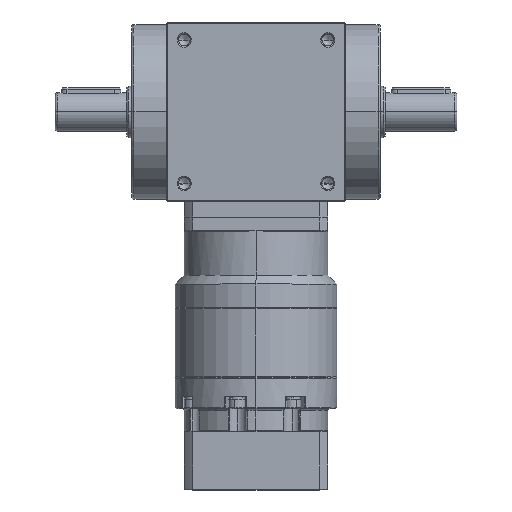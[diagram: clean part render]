
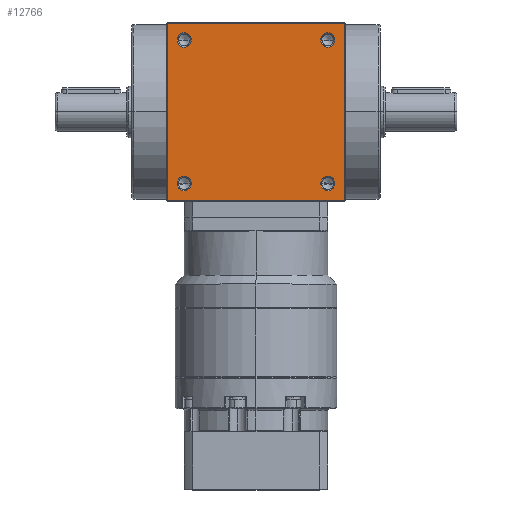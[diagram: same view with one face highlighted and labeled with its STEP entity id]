
A CAD part, top view. The second image highlights one B-rep face of the part: STEP entity #12766.
In plain terms, the highlighted planar face has unit normal (0, 0, 1).
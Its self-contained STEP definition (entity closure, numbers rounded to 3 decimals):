
#496 = VERTEX_POINT ( 'NONE', #19329 ) ;
#622 = CARTESIAN_POINT ( 'NONE',  ( -37., 0., 37.5 ) ) ;
#806 = DIRECTION ( 'NONE',  ( 0., 0., -1. ) ) ;
#876 = VERTEX_POINT ( 'NONE', #13206 ) ;
#886 = EDGE_LOOP ( 'NONE', ( #28357, #14583, #3386, #26429 ) ) ;
#1061 = ORIENTED_EDGE ( 'NONE', *, *, #20173, .T. ) ;
#1368 = DIRECTION ( 'NONE',  ( -1., 0., 0. ) ) ;
#1401 = DIRECTION ( 'NONE',  ( 0., 0., -1. ) ) ;
#1587 = EDGE_CURVE ( 'NONE', #18102, #14386, #8491, .T. ) ;
#2611 = CARTESIAN_POINT ( 'NONE',  ( -30., -30., 37.5 ) ) ;
#2795 = ORIENTED_EDGE ( 'NONE', *, *, #1587, .T. ) ;
#2839 = EDGE_CURVE ( 'NONE', #18809, #496, #8683, .T. ) ;
#3386 = ORIENTED_EDGE ( 'NONE', *, *, #2839, .T. ) ;
#3421 = LINE ( 'NONE', #622, #26439 ) ;
#3587 = DIRECTION ( 'NONE',  ( -1., 0., 0. ) ) ;
#3616 = EDGE_CURVE ( 'NONE', #496, #4541, #25407, .T. ) ;
#3722 = ORIENTED_EDGE ( 'NONE', *, *, #29343, .T. ) ;
#3765 = ORIENTED_EDGE ( 'NONE', *, *, #24194, .T. ) ;
#3785 = ORIENTED_EDGE ( 'NONE', *, *, #27206, .T. ) ;
#3915 = AXIS2_PLACEMENT_3D ( 'NONE', #20246, #11010, #3587 ) ;
#3982 = CIRCLE ( 'NONE', #26090, 3. ) ;
#4094 = CARTESIAN_POINT ( 'NONE',  ( 33., 30., 37.5 ) ) ;
#4423 = DIRECTION ( 'NONE',  ( 0., 0., -1. ) ) ;
#4541 = VERTEX_POINT ( 'NONE', #15683 ) ;
#4898 = VERTEX_POINT ( 'NONE', #22875 ) ;
#5780 = DIRECTION ( 'NONE',  ( 0., -1., 0. ) ) ;
#6107 = CARTESIAN_POINT ( 'NONE',  ( 30., -30., 37.5 ) ) ;
#7715 = DIRECTION ( 'NONE',  ( -1., 0., 0. ) ) ;
#8491 = CIRCLE ( 'NONE', #17043, 3. ) ;
#8639 = AXIS2_PLACEMENT_3D ( 'NONE', #20834, #16288, #30731 ) ;
#8683 = LINE ( 'NONE', #20139, #30108 ) ;
#8831 = DIRECTION ( 'NONE',  ( 0., 1., 0. ) ) ;
#9635 = DIRECTION ( 'NONE',  ( -1., 0., 0. ) ) ;
#9657 = ORIENTED_EDGE ( 'NONE', *, *, #16701, .T. ) ;
#10536 = DIRECTION ( 'NONE',  ( 0., 0., -1. ) ) ;
#10793 = DIRECTION ( 'NONE',  ( -1., 0., 0. ) ) ;
#10918 = CARTESIAN_POINT ( 'NONE',  ( -37., -37., 37.5 ) ) ;
#11010 = DIRECTION ( 'NONE',  ( 0., 0., -1. ) ) ;
#11374 = FACE_BOUND ( 'NONE', #20183, .T. ) ;
#11599 = CIRCLE ( 'NONE', #15604, 3. ) ;
#12145 = CIRCLE ( 'NONE', #8639, 3. ) ;
#12427 = ORIENTED_EDGE ( 'NONE', *, *, #15193, .T. ) ;
#12664 = EDGE_LOOP ( 'NONE', ( #1061, #27356 ) ) ;
#12766 = ADVANCED_FACE ( 'NONE', ( #30989, #30828, #16394, #11374, #14039 ), #25966, .F. ) ;
#13206 = CARTESIAN_POINT ( 'NONE',  ( -27., -30., 37.5 ) ) ;
#13412 = AXIS2_PLACEMENT_3D ( 'NONE', #15495, #27728, #10793 ) ;
#14039 = FACE_OUTER_BOUND ( 'NONE', #886, .T. ) ;
#14298 = VERTEX_POINT ( 'NONE', #23073 ) ;
#14353 = EDGE_CURVE ( 'NONE', #28035, #16909, #28501, .T. ) ;
#14386 = VERTEX_POINT ( 'NONE', #27331 ) ;
#14583 = ORIENTED_EDGE ( 'NONE', *, *, #20928, .T. ) ;
#15089 = DIRECTION ( 'NONE',  ( -1., 0., 0. ) ) ;
#15193 = EDGE_CURVE ( 'NONE', #876, #4898, #3982, .T. ) ;
#15495 = CARTESIAN_POINT ( 'NONE',  ( -30., 30., 37.5 ) ) ;
#15604 = AXIS2_PLACEMENT_3D ( 'NONE', #2611, #26357, #19432 ) ;
#15683 = CARTESIAN_POINT ( 'NONE',  ( -37., 37., 37.5 ) ) ;
#16288 = DIRECTION ( 'NONE',  ( 0., 0., -1. ) ) ;
#16295 = CARTESIAN_POINT ( 'NONE',  ( -27., 30., 37.5 ) ) ;
#16394 = FACE_BOUND ( 'NONE', #22993, .T. ) ;
#16701 = EDGE_CURVE ( 'NONE', #14298, #22639, #12145, .T. ) ;
#16909 = VERTEX_POINT ( 'NONE', #24277 ) ;
#17043 = AXIS2_PLACEMENT_3D ( 'NONE', #29574, #22019, #26592 ) ;
#17381 = CIRCLE ( 'NONE', #26401, 3. ) ;
#17753 = CARTESIAN_POINT ( 'NONE',  ( 27., -30., 37.5 ) ) ;
#18102 = VERTEX_POINT ( 'NONE', #16295 ) ;
#18809 = VERTEX_POINT ( 'NONE', #19688 ) ;
#18843 = DIRECTION ( 'NONE',  ( 1., 0., 0. ) ) ;
#19329 = CARTESIAN_POINT ( 'NONE',  ( 37., 37., 37.5 ) ) ;
#19432 = DIRECTION ( 'NONE',  ( -1., 0., 0. ) ) ;
#19688 = CARTESIAN_POINT ( 'NONE',  ( 37., -37., 37.5 ) ) ;
#20139 = CARTESIAN_POINT ( 'NONE',  ( 37., 0., 37.5 ) ) ;
#20173 = EDGE_CURVE ( 'NONE', #16909, #28035, #17381, .T. ) ;
#20183 = EDGE_LOOP ( 'NONE', ( #2795, #3785 ) ) ;
#20246 = CARTESIAN_POINT ( 'NONE',  ( 30., -30., 37.5 ) ) ;
#20834 = CARTESIAN_POINT ( 'NONE',  ( 30., 30., 37.5 ) ) ;
#20928 = EDGE_CURVE ( 'NONE', #28841, #18809, #21040, .T. ) ;
#21040 = LINE ( 'NONE', #30485, #30367 ) ;
#21124 = VECTOR ( 'NONE', #1368, 1000. ) ;
#22019 = DIRECTION ( 'NONE',  ( 0., 0., -1. ) ) ;
#22301 = CARTESIAN_POINT ( 'NONE',  ( 30., 30., 37.5 ) ) ;
#22639 = VERTEX_POINT ( 'NONE', #4094 ) ;
#22875 = CARTESIAN_POINT ( 'NONE',  ( -33., -30., 37.5 ) ) ;
#22993 = EDGE_LOOP ( 'NONE', ( #3765, #9657 ) ) ;
#23073 = CARTESIAN_POINT ( 'NONE',  ( 27., 30., 37.5 ) ) ;
#24194 = EDGE_CURVE ( 'NONE', #22639, #14298, #28340, .T. ) ;
#24277 = CARTESIAN_POINT ( 'NONE',  ( 33., -30., 37.5 ) ) ;
#24444 = CIRCLE ( 'NONE', #13412, 3. ) ;
#25407 = LINE ( 'NONE', #29966, #21124 ) ;
#25852 = EDGE_CURVE ( 'NONE', #4541, #28841, #3421, .T. ) ;
#25966 = PLANE ( 'NONE',  #31006 ) ;
#26090 = AXIS2_PLACEMENT_3D ( 'NONE', #27787, #1401, #29849 ) ;
#26357 = DIRECTION ( 'NONE',  ( 0., 0., -1. ) ) ;
#26401 = AXIS2_PLACEMENT_3D ( 'NONE', #6107, #10536, #15089 ) ;
#26429 = ORIENTED_EDGE ( 'NONE', *, *, #3616, .T. ) ;
#26439 = VECTOR ( 'NONE', #5780, 1000. ) ;
#26592 = DIRECTION ( 'NONE',  ( -1., 0., 0. ) ) ;
#26816 = EDGE_LOOP ( 'NONE', ( #12427, #3722 ) ) ;
#27206 = EDGE_CURVE ( 'NONE', #14386, #18102, #24444, .T. ) ;
#27331 = CARTESIAN_POINT ( 'NONE',  ( -33., 30., 37.5 ) ) ;
#27356 = ORIENTED_EDGE ( 'NONE', *, *, #14353, .T. ) ;
#27728 = DIRECTION ( 'NONE',  ( 0., 0., -1. ) ) ;
#27787 = CARTESIAN_POINT ( 'NONE',  ( -30., -30., 37.5 ) ) ;
#28035 = VERTEX_POINT ( 'NONE', #17753 ) ;
#28155 = CARTESIAN_POINT ( 'NONE',  ( 0., 0., 37.5 ) ) ;
#28340 = CIRCLE ( 'NONE', #30369, 3. ) ;
#28357 = ORIENTED_EDGE ( 'NONE', *, *, #25852, .T. ) ;
#28501 = CIRCLE ( 'NONE', #3915, 3. ) ;
#28841 = VERTEX_POINT ( 'NONE', #10918 ) ;
#29343 = EDGE_CURVE ( 'NONE', #4898, #876, #11599, .T. ) ;
#29574 = CARTESIAN_POINT ( 'NONE',  ( -30., 30., 37.5 ) ) ;
#29849 = DIRECTION ( 'NONE',  ( -1., 0., 0. ) ) ;
#29966 = CARTESIAN_POINT ( 'NONE',  ( 0., 37., 37.5 ) ) ;
#30108 = VECTOR ( 'NONE', #8831, 1000. ) ;
#30367 = VECTOR ( 'NONE', #18843, 1000. ) ;
#30369 = AXIS2_PLACEMENT_3D ( 'NONE', #22301, #806, #7715 ) ;
#30485 = CARTESIAN_POINT ( 'NONE',  ( 0., -37., 37.5 ) ) ;
#30731 = DIRECTION ( 'NONE',  ( -1., 0., 0. ) ) ;
#30828 = FACE_BOUND ( 'NONE', #26816, .T. ) ;
#30989 = FACE_BOUND ( 'NONE', #12664, .T. ) ;
#31006 = AXIS2_PLACEMENT_3D ( 'NONE', #28155, #4423, #9635 ) ;
